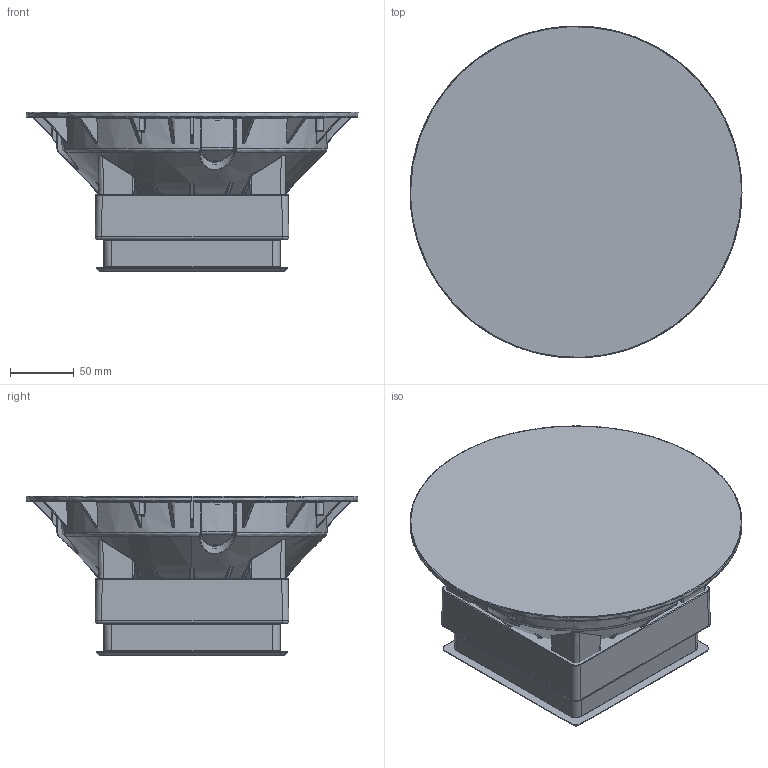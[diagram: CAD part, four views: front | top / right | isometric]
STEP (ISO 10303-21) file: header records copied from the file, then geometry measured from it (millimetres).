
FILE_DESCRIPTION(/* description */ (''),/* implementation_level */ '2;1');
FILE_NAME(/* name */ 'T400650_EGO 150 DO ACCIAIO QUADRO',/* time_stamp */ '2018-02-05T14:51:36+01:00',/* author */ (''),/* organization */ (''),/* preprocessor_version */ 'ST-DEVELOPER v15',/* originating_system */ '',/* authorisation */ '');
FILE_SCHEMA (('CONFIG_CONTROL_DESIGN'));
Products named in the file (1): Document
Bounding box: 259.96 x 259.89 x 124.75 mm (x, y, z)
Volume: 1289210.1 mm3; surface area: 330422.8 mm2
Topology: 6 solids, 7 shells, 1908 faces, 5004 edges, 2855 vertices
Faces by surface type: bspline 1500, plane 408
Entity records: 89042 total; most frequent: CARTESIAN_POINT 62457, ORIENTED_EDGE 9549, EDGE_CURVE 4909, VERTEX_POINT 2854, B_SPLINE_CURVE_WITH_KNOTS 2158, EDGE_LOOP 1930, ADVANCED_FACE 1906, FACE_OUTER_BOUND 1906
